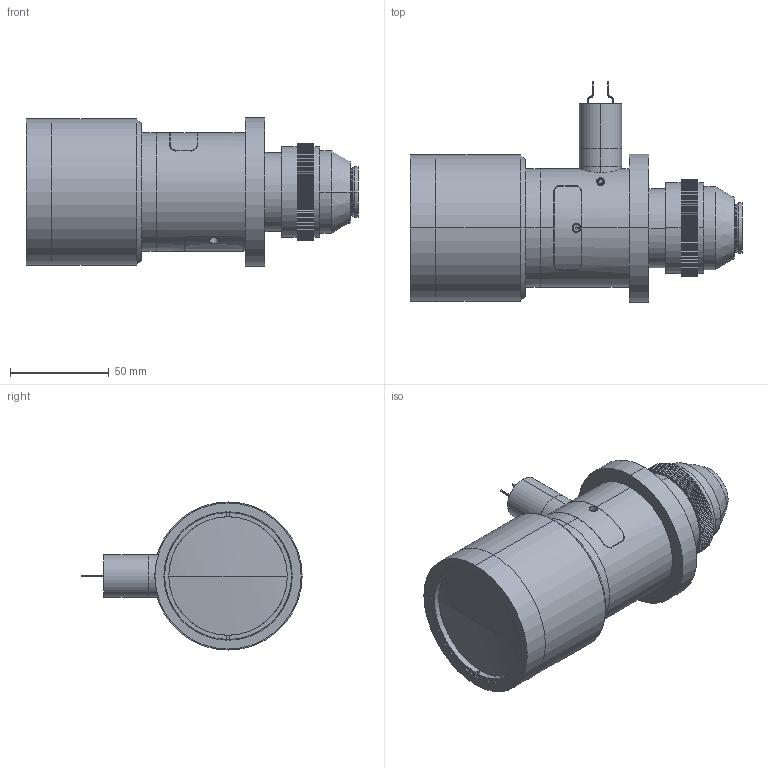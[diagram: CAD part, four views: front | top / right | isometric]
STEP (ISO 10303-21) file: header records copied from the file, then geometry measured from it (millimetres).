
FILE_DESCRIPTION (( 'STEP AP203' ), '1' );
FILE_NAME ('S5LPL1299_LED_02.STEP', '2022-03-03T10:43:26', ( '' ), ( '' ), 'SwSTEP 2.0', 'SolidWorks 2021', '' );
FILE_SCHEMA (( 'CONFIG_CONTROL_DESIGN' ));
Length unit declared in the file: millimetre
Products named in the file (43): 134301; 438208; 134317; S5LMN1172; S0DIF1363; din 912 m2 x 10 --- 10n_DIN 912 M2 x 10 --- 10N; S0PRM9125_020; 518004_Kleiner; 134319; DIN 914 - M3 x 4-N_DIN 914 - M3 x 4-N; 110807; S5MEC0010_R„ndel; 110805; O-Ring 15x1; 053710; S5ELE1365; 097108; 518002; 438207; din 913 - m3 x 3-n_DIN 913 - M3 x 3-N; 134318; DIN 912 M2 x 4 --- 4N_DIN 912 M2 x 4 --- 4N; S5LPL1299_LED_02; 438201; S0SET9125; 134330; S5LAO1199_078; S5FIL0201; 438205; 522301; 518001_kleiner Deckel; 522203; 134316; S5LDX1199_078; 518003; S9FIL9025; S5LAO1172; S0PRM9125_033; Anschlußkabel 300 mm^134301; S0PRW9125_000 ...
Assembly tree (44 placements, depth 5):
  S5LPL1299_LED_02
    S5LAO1199_078
      S5LDX1199_078
    459002
    110805
    110807
    097108
    438201
      S5LAO1172
        S5LMN1172
      438204
      438205
      438207
      438208
      S5MEC0010_R„ndel
    518001_kleiner Deckel
      S0SET9125
        S0PRW9125_000
          S0PRM9125_020
          S0PRM9125_033
        S9FIL9025
      518002
      518003
      518004_Kleiner
      O-Ring 15x1
      din 912 m2 x 10 --- 10n_DIN 912 M2 x 10 --- 10N
      DIN 912 M2 x 4 --- 4N_DIN 912 M2 x 4 --- 4N  x2
      DIN 914 - M3 x 4-N_DIN 914 - M3 x 4-N
    522301
      134301
        134317
        134319
        134330
        S5ELE1365
        S5LED0011
        Anschlußkabel 300 mm^134301  x2
      134316
      134318
      053710
      S5FIL0201
      S0DIF1363
      522203
    din 913 - m3 x 3-n_DIN 913 - M3 x 3-N
Bounding box: 168.07 x 111.53 x 75 mm (x, y, z)
Volume: 289199.3 mm3; surface area: 141972.1 mm2
Topology: 36 solids, 36 shells, 1353 faces, 3387 edges, 2147 vertices
Faces by surface type: plane 588, cylinder 494, cone 148, torus 114, sphere 9
Entity records: 44969 total; most frequent: CARTESIAN_POINT 7771, DIRECTION 7248, ORIENTED_EDGE 6562, EDGE_CURVE 3281, AXIS2_PLACEMENT_3D 2680, VERTEX_POINT 2093, VECTOR 1888, LINE 1888
